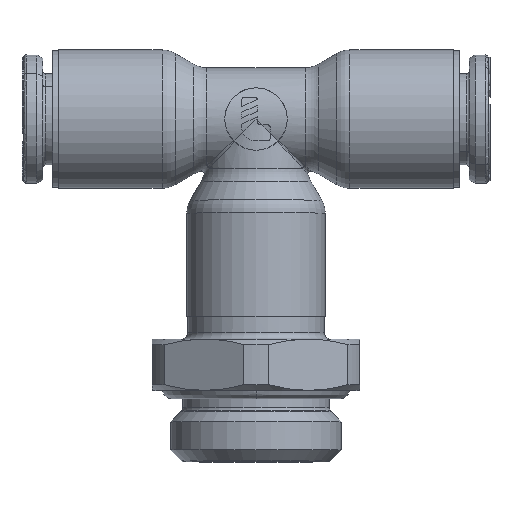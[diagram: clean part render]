
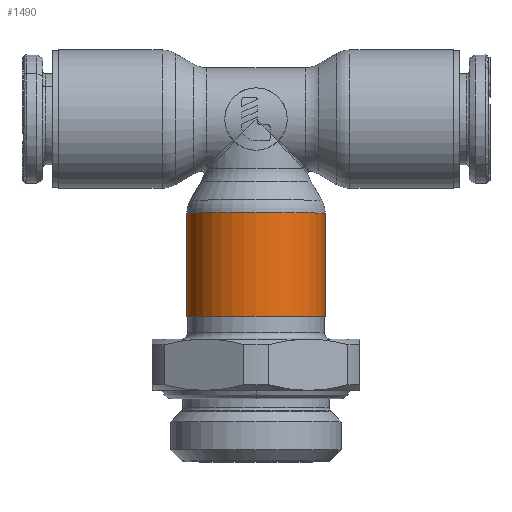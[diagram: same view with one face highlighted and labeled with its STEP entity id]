
A CAD part, top view. The second image highlights one B-rep face of the part: STEP entity #1490.
In plain terms, the highlighted cylindrical face has radius 5.325 mm (diameter 10.65 mm), a partial arc.
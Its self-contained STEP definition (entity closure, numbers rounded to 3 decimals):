
#1490=ADVANCED_FACE('',(#4073),#4074,.T.);
#4073=FACE_OUTER_BOUND('',#10446,.T.);
#4074=CYLINDRICAL_SURFACE('',#10447,5.325);
#10446=EDGE_LOOP('',(#20066,#20067,#20068,#20069));
#10447=AXIS2_PLACEMENT_3D('',#20070,#20071,#20072);
#20066=ORIENTED_EDGE('',*,*,#24748,.T.);
#20067=ORIENTED_EDGE('',*,*,#24745,.F.);
#20068=ORIENTED_EDGE('',*,*,#24742,.F.);
#20069=ORIENTED_EDGE('',*,*,#24747,.T.);
#20070=CARTESIAN_POINT('',(0.0,0.76,0.0));
#20071=DIRECTION('',(0.0,1.0,-0.0));
#20072=DIRECTION('',(-1.0,0.0,0.0));
#24742=EDGE_CURVE('',#30170,#30171,#30172,.T.);
#24745=EDGE_CURVE('',#30171,#30175,#30176,.T.);
#24747=EDGE_CURVE('',#30170,#30177,#30179,.T.);
#24748=EDGE_CURVE('',#30177,#30175,#30180,.T.);
#30170=VERTEX_POINT('',#41255);
#30171=VERTEX_POINT('',#41256);
#30172=CIRCLE('',#41257,5.325);
#30175=VERTEX_POINT('',#41260);
#30176=LINE('',#41261,#41262);
#30177=VERTEX_POINT('',#41263);
#30179=LINE('',#41265,#41266);
#30180=CIRCLE('',#41267,5.325);
#41255=CARTESIAN_POINT('',(5.325,-15.2,0.0));
#41256=CARTESIAN_POINT('',(-5.325,-15.2,0.0));
#41257=AXIS2_PLACEMENT_3D('',#46612,#46613,#46614);
#41260=CARTESIAN_POINT('',(-5.325,-7.236,0.0));
#41261=CARTESIAN_POINT('',(-5.325,-15.2,0.0));
#41262=VECTOR('',#46621,7.964);
#41263=CARTESIAN_POINT('',(5.325,-7.236,0.0));
#41265=CARTESIAN_POINT('',(5.325,-15.2,0.0));
#41266=VECTOR('',#46625,7.964);
#41267=AXIS2_PLACEMENT_3D('',#46626,#46627,#46628);
#46612=CARTESIAN_POINT('',(0.0,-15.2,0.0));
#46613=DIRECTION('',(0.0,-1.0,0.0));
#46614=DIRECTION('',(1.0,0.0,0.0));
#46621=DIRECTION('',(0.0,1.0,0.0));
#46625=DIRECTION('',(0.0,1.0,0.0));
#46626=CARTESIAN_POINT('',(0.0,-7.236,0.0));
#46627=DIRECTION('',(0.0,-1.0,0.0));
#46628=DIRECTION('',(1.0,0.0,0.0));
